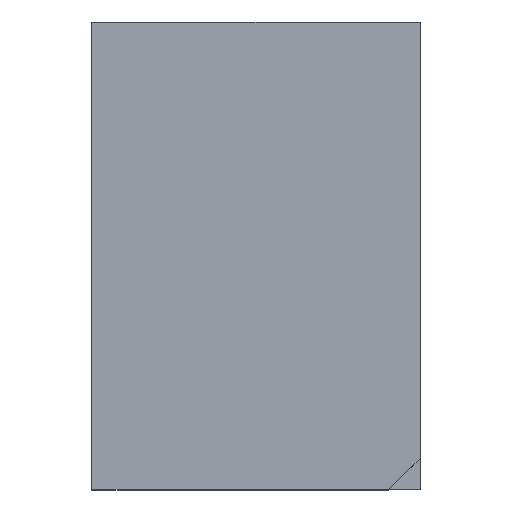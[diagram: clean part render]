
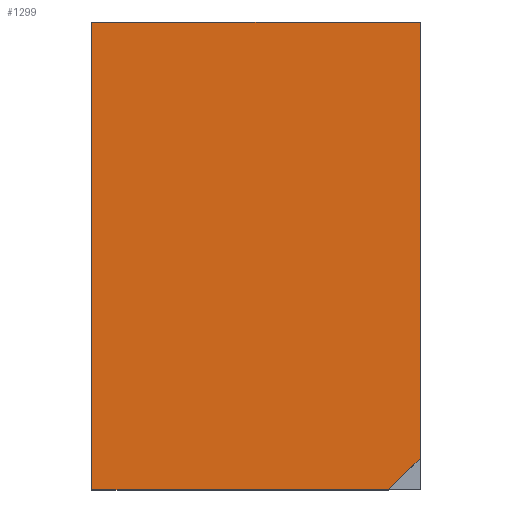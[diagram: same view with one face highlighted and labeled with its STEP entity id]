
A CAD part, top view. The second image highlights one B-rep face of the part: STEP entity #1299.
In plain terms, the highlighted planar face has unit normal (0, 0, 1).
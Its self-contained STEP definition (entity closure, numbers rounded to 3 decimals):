
#1299=ADVANCED_FACE('',(#2357),#1698,.T.);
#1698=PLANE('',#13993);
#2357=FACE_OUTER_BOUND('',#3164,.T.);
#3164=EDGE_LOOP('',(#7847,#7848,#7849,#7850,#7851));
#7847=ORIENTED_EDGE('',*,*,#11075,.F.);
#7848=ORIENTED_EDGE('',*,*,#11076,.T.);
#7849=ORIENTED_EDGE('',*,*,#11077,.F.);
#7850=ORIENTED_EDGE('',*,*,#11078,.F.);
#7851=ORIENTED_EDGE('',*,*,#11079,.F.);
#9162=VERTEX_POINT('',#32303);
#9163=VERTEX_POINT('',#32304);
#9164=VERTEX_POINT('',#32306);
#9165=VERTEX_POINT('',#32308);
#9166=VERTEX_POINT('',#32310);
#11075=EDGE_CURVE('',#9162,#9163,#12069,.T.);
#11076=EDGE_CURVE('',#9162,#9164,#12070,.T.);
#11077=EDGE_CURVE('',#9165,#9164,#12071,.T.);
#11078=EDGE_CURVE('',#9166,#9165,#12072,.T.);
#11079=EDGE_CURVE('',#9163,#9166,#12073,.T.);
#12069=LINE('',#32302,#13095);
#12070=LINE('',#32305,#13096);
#12071=LINE('',#32307,#13097);
#12072=LINE('',#32309,#13098);
#12073=LINE('',#32311,#13099);
#13095=VECTOR('',#16747,1.);
#13096=VECTOR('',#16748,1.);
#13097=VECTOR('',#16749,1.);
#13098=VECTOR('',#16750,1.);
#13099=VECTOR('',#16751,1.);
#13993=AXIS2_PLACEMENT_3D('',#32312,#16752,#16753);
#16747=DIRECTION('',(-1.,0.,0.));
#16748=DIRECTION('',(0.707,0.707,0.));
#16749=DIRECTION('',(0.,-1.,0.));
#16750=DIRECTION('',(1.,0.,0.));
#16751=DIRECTION('',(0.,1.,0.));
#16752=DIRECTION('',(0.,0.,1.));
#16753=DIRECTION('',(1.,0.,0.));
#32302=CARTESIAN_POINT('',(0.,-67.,5.641));
#32303=CARTESIAN_POINT('',(38.,-67.,5.641));
#32304=CARTESIAN_POINT('',(-47.,-67.,5.641));
#32305=CARTESIAN_POINT('',(52.5,-52.5,5.641));
#32306=CARTESIAN_POINT('',(47.,-58.,5.641));
#32307=CARTESIAN_POINT('',(47.,0.,5.641));
#32308=CARTESIAN_POINT('',(47.,67.,5.641));
#32309=CARTESIAN_POINT('',(0.,67.,5.641));
#32310=CARTESIAN_POINT('',(-47.,67.,5.641));
#32311=CARTESIAN_POINT('',(-47.,0.,5.641));
#32312=CARTESIAN_POINT('',(0.,0.,5.641));
